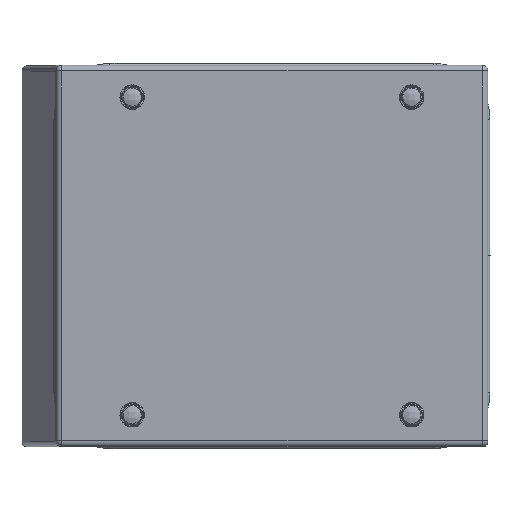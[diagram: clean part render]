
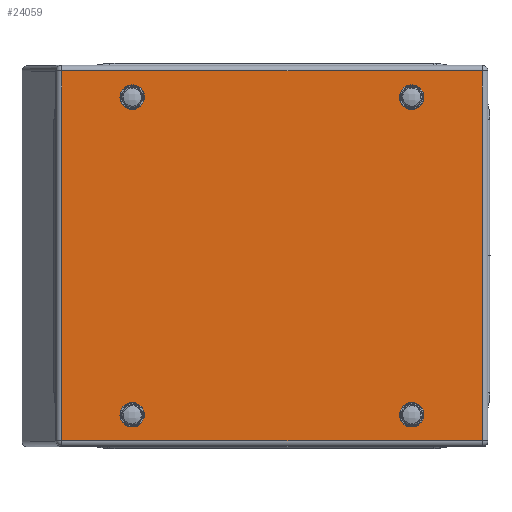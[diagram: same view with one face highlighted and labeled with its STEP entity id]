
A CAD part, top view. The second image highlights one B-rep face of the part: STEP entity #24059.
In plain terms, the highlighted planar face has unit normal (0, 0, 1).
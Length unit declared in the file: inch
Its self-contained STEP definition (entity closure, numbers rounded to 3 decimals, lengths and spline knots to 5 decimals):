
#30 = DIRECTION ( 'NONE',  ( 0., -1., 0. ) ) ;
#349 = DIRECTION ( 'NONE',  ( 0., 0., 1. ) ) ;
#1576 = AXIS2_PLACEMENT_3D ( 'NONE', #55880, #41788, #4226 ) ;
#2652 = DIRECTION ( 'NONE',  ( 0., -1., 0. ) ) ;
#3525 = VERTEX_POINT ( 'NONE', #32302 ) ;
#4226 = DIRECTION ( 'NONE',  ( 0., -1., 0. ) ) ;
#4469 = LINE ( 'NONE', #26206, #37186 ) ;
#4520 = DIRECTION ( 'NONE',  ( 0., 1., 0. ) ) ;
#4704 = AXIS2_PLACEMENT_3D ( 'NONE', #62869, #349, #45857 ) ;
#6099 = DIRECTION ( 'NONE',  ( 0., -1., 0. ) ) ;
#6363 = CARTESIAN_POINT ( 'NONE',  ( 8.39, 7.39, 4.748 ) ) ;
#7167 = CIRCLE ( 'NONE', #62423, 0.14 ) ;
#7696 = ORIENTED_EDGE ( 'NONE', *, *, #19888, .T. ) ;
#8397 = EDGE_LOOP ( 'NONE', ( #10526 ) ) ;
#9243 = VERTEX_POINT ( 'NONE', #6363 ) ;
#9631 = CARTESIAN_POINT ( 'NONE',  ( 8.39, 7.5, 4.748 ) ) ;
#9735 = AXIS2_PLACEMENT_3D ( 'NONE', #17963, #18289, #2652 ) ;
#10526 = ORIENTED_EDGE ( 'NONE', *, *, #13782, .F. ) ;
#11827 = CARTESIAN_POINT ( 'NONE',  ( 0.11, 0.11, 4.748 ) ) ;
#12913 = CARTESIAN_POINT ( 'NONE',  ( 7., 6.735, 4.748 ) ) ;
#13353 = LINE ( 'NONE', #33002, #51456 ) ;
#13577 = VERTEX_POINT ( 'NONE', #12913 ) ;
#13782 = EDGE_CURVE ( 'NONE', #41910, #41910, #57453, .T. ) ;
#16320 = FACE_BOUND ( 'NONE', #23158, .T. ) ;
#16653 = CIRCLE ( 'NONE', #4704, 0.14 ) ;
#17082 = EDGE_LOOP ( 'NONE', ( #41182 ) ) ;
#17963 = CARTESIAN_POINT ( 'NONE',  ( 1.5, 6.875, 4.748 ) ) ;
#18289 = DIRECTION ( 'NONE',  ( 0., 0., 1. ) ) ;
#19888 = EDGE_CURVE ( 'NONE', #9243, #40437, #13353, .T. ) ;
#21166 = EDGE_CURVE ( 'NONE', #43881, #43881, #37337, .T. ) ;
#22438 = FACE_BOUND ( 'NONE', #8397, .T. ) ;
#23158 = EDGE_LOOP ( 'NONE', ( #31245 ) ) ;
#24059 = ADVANCED_FACE ( 'NONE', ( #35626, #56399, #16320, #22438, #42389 ), #58734, .T. ) ;
#25261 = VERTEX_POINT ( 'NONE', #61926 ) ;
#25555 = CARTESIAN_POINT ( 'NONE',  ( 0.11, 7.39, 4.748 ) ) ;
#25921 = EDGE_LOOP ( 'NONE', ( #29702 ) ) ;
#26206 = CARTESIAN_POINT ( 'NONE',  ( 0.11, 0., 4.748 ) ) ;
#28403 = DIRECTION ( 'NONE',  ( 0., 0., 1. ) ) ;
#29702 = ORIENTED_EDGE ( 'NONE', *, *, #52469, .F. ) ;
#30622 = LINE ( 'NONE', #9631, #57036 ) ;
#30855 = ORIENTED_EDGE ( 'NONE', *, *, #55103, .T. ) ;
#31245 = ORIENTED_EDGE ( 'NONE', *, *, #21166, .F. ) ;
#32302 = CARTESIAN_POINT ( 'NONE',  ( 8.39, 0.11, 4.748 ) ) ;
#33002 = CARTESIAN_POINT ( 'NONE',  ( 0., 7.39, 4.748 ) ) ;
#33315 = LINE ( 'NONE', #34301, #42362 ) ;
#34301 = CARTESIAN_POINT ( 'NONE',  ( 8.5, 0.11, 4.748 ) ) ;
#35626 = FACE_OUTER_BOUND ( 'NONE', #55737, .T. ) ;
#36214 = EDGE_CURVE ( 'NONE', #25261, #25261, #16653, .T. ) ;
#36274 = EDGE_CURVE ( 'NONE', #40437, #52242, #4469, .T. ) ;
#37186 = VECTOR ( 'NONE', #30, 39.37008 ) ;
#37318 = CARTESIAN_POINT ( 'NONE',  ( 4.25, 3.75, 4.748 ) ) ;
#37337 = CIRCLE ( 'NONE', #1576, 0.14 ) ;
#38129 = DIRECTION ( 'NONE',  ( -1., 0., 0. ) ) ;
#40437 = VERTEX_POINT ( 'NONE', #25555 ) ;
#41182 = ORIENTED_EDGE ( 'NONE', *, *, #36214, .F. ) ;
#41788 = DIRECTION ( 'NONE',  ( 0., 0., 1. ) ) ;
#41910 = VERTEX_POINT ( 'NONE', #62670 ) ;
#42362 = VECTOR ( 'NONE', #59487, 39.37008 ) ;
#42389 = FACE_BOUND ( 'NONE', #25921, .T. ) ;
#43580 = AXIS2_PLACEMENT_3D ( 'NONE', #37318, #52268, #6099 ) ;
#43881 = VERTEX_POINT ( 'NONE', #64360 ) ;
#45857 = DIRECTION ( 'NONE',  ( 0., -1., 0. ) ) ;
#48753 = CARTESIAN_POINT ( 'NONE',  ( 7., 6.875, 4.748 ) ) ;
#51456 = VECTOR ( 'NONE', #38129, 39.37008 ) ;
#52242 = VERTEX_POINT ( 'NONE', #11827 ) ;
#52268 = DIRECTION ( 'NONE',  ( 0., 0., 1. ) ) ;
#52469 = EDGE_CURVE ( 'NONE', #13577, #13577, #7167, .T. ) ;
#52874 = ORIENTED_EDGE ( 'NONE', *, *, #36274, .T. ) ;
#55103 = EDGE_CURVE ( 'NONE', #3525, #9243, #30622, .T. ) ;
#55239 = DIRECTION ( 'NONE',  ( 0., -1., 0. ) ) ;
#55737 = EDGE_LOOP ( 'NONE', ( #7696, #52874, #60601, #30855 ) ) ;
#55880 = CARTESIAN_POINT ( 'NONE',  ( 1.5, 0.625, 4.748 ) ) ;
#56399 = FACE_BOUND ( 'NONE', #17082, .T. ) ;
#57036 = VECTOR ( 'NONE', #4520, 39.37008 ) ;
#57453 = CIRCLE ( 'NONE', #9735, 0.14 ) ;
#58734 = PLANE ( 'NONE',  #43580 ) ;
#59487 = DIRECTION ( 'NONE',  ( 1., 0., 0. ) ) ;
#60515 = EDGE_CURVE ( 'NONE', #52242, #3525, #33315, .T. ) ;
#60601 = ORIENTED_EDGE ( 'NONE', *, *, #60515, .T. ) ;
#61926 = CARTESIAN_POINT ( 'NONE',  ( 7., 0.485, 4.748 ) ) ;
#62423 = AXIS2_PLACEMENT_3D ( 'NONE', #48753, #28403, #55239 ) ;
#62670 = CARTESIAN_POINT ( 'NONE',  ( 1.5, 6.735, 4.748 ) ) ;
#62869 = CARTESIAN_POINT ( 'NONE',  ( 7., 0.625, 4.748 ) ) ;
#64360 = CARTESIAN_POINT ( 'NONE',  ( 1.5, 0.485, 4.748 ) ) ;
